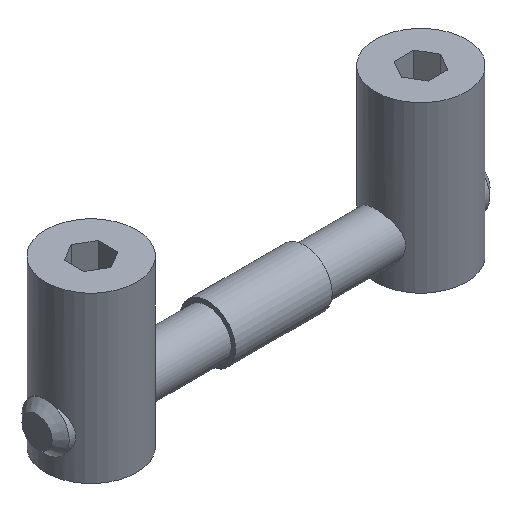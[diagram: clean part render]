
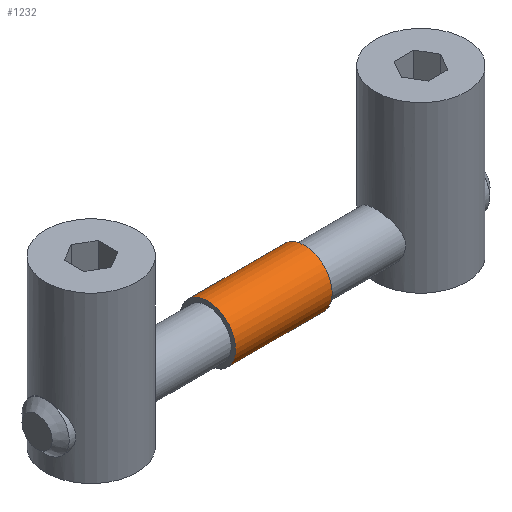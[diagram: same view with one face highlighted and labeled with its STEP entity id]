
A CAD part, isometric view. The second image highlights one B-rep face of the part: STEP entity #1232.
In plain terms, the highlighted cylindrical face has radius 4.9 mm (diameter 9.8 mm), a full revolution.
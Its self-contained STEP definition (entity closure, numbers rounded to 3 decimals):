
#617=CYLINDRICAL_SURFACE('',#1165,4.9);
#714=ORIENTED_EDGE('',*,*,#882,.F.);
#715=ORIENTED_EDGE('',*,*,#881,.T.);
#815=CIRCLE('',#1164,4.9);
#816=CIRCLE('',#1166,4.9);
#839=VERTEX_POINT('',#2610);
#840=VERTEX_POINT('',#2613);
#881=EDGE_CURVE('',#839,#839,#815,.T.);
#882=EDGE_CURVE('',#840,#840,#816,.T.);
#937=EDGE_LOOP('',(#714));
#938=EDGE_LOOP('',(#715));
#985=FACE_BOUND('',#937,.T.);
#986=FACE_BOUND('',#938,.T.);
#1044=DIRECTION('',(1.,0.,0.));
#1045=DIRECTION('',(0.,4.9,0.));
#1046=DIRECTION('',(-1.,0.,0.));
#1047=DIRECTION('',(0.,1.,0.));
#1048=DIRECTION('',(1.,0.,0.));
#1049=DIRECTION('',(0.,4.9,0.));
#1164=AXIS2_PLACEMENT_3D('',#2611,#1044,#1045);
#1165=AXIS2_PLACEMENT_3D('',#2612,#1046,#1047);
#1166=AXIS2_PLACEMENT_3D('',#2614,#1048,#1049);
#1232=ADVANCED_FACE('',(#985,#986),#617,.T.);
#2610=CARTESIAN_POINT('',(-8.5,4.9,0.));
#2611=CARTESIAN_POINT('',(-8.5,0.,0.));
#2612=CARTESIAN_POINT('',(8.5,0.,0.));
#2613=CARTESIAN_POINT('',(8.5,4.9,0.));
#2614=CARTESIAN_POINT('',(8.5,0.,0.));
